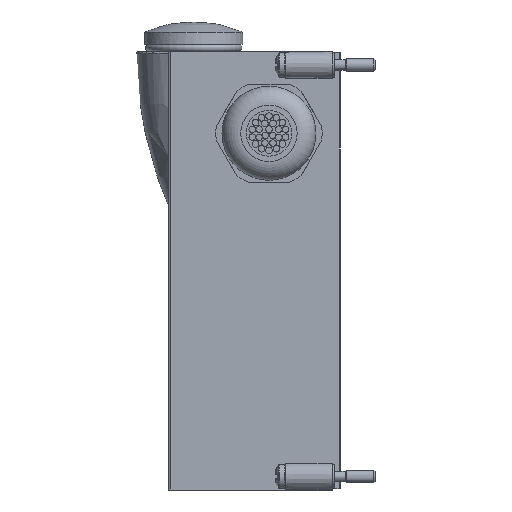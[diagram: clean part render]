
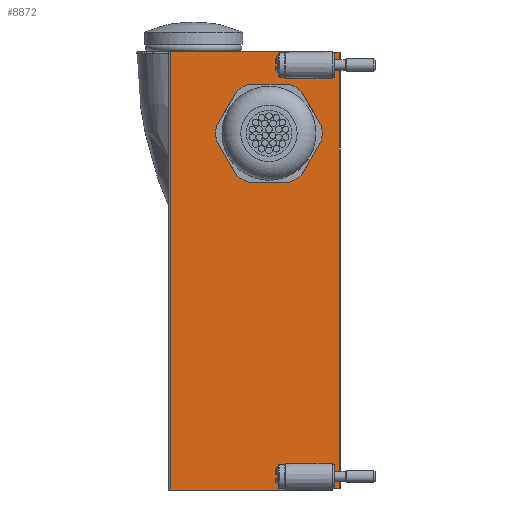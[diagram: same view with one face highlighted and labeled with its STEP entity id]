
A CAD part, left-side view. The second image highlights one B-rep face of the part: STEP entity #8872.
In plain terms, the highlighted planar face has unit normal (-1, 0.009, 0).
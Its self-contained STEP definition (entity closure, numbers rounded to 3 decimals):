
#432=ELLIPSE('',#9630,10.866,10.865);
#1813=ORIENTED_EDGE('',*,*,#4194,.F.);
#1814=ORIENTED_EDGE('',*,*,#4195,.F.);
#1815=ORIENTED_EDGE('',*,*,#4196,.T.);
#1816=ORIENTED_EDGE('',*,*,#4197,.F.);
#1817=ORIENTED_EDGE('',*,*,#4198,.F.);
#1818=ORIENTED_EDGE('',*,*,#4199,.F.);
#1819=ORIENTED_EDGE('',*,*,#4200,.F.);
#1820=ORIENTED_EDGE('',*,*,#4201,.F.);
#1821=ORIENTED_EDGE('',*,*,#4202,.F.);
#1822=ORIENTED_EDGE('',*,*,#4203,.T.);
#1823=ORIENTED_EDGE('',*,*,#4192,.T.);
#1824=ORIENTED_EDGE('',*,*,#4204,.F.);
#1825=ORIENTED_EDGE('',*,*,#4205,.F.);
#1826=ORIENTED_EDGE('',*,*,#4206,.F.);
#1827=ORIENTED_EDGE('',*,*,#4207,.F.);
#1828=ORIENTED_EDGE('',*,*,#4208,.F.);
#1829=ORIENTED_EDGE('',*,*,#4209,.T.);
#1830=ORIENTED_EDGE('',*,*,#4210,.F.);
#1831=ORIENTED_EDGE('',*,*,#4104,.T.);
#1832=ORIENTED_EDGE('',*,*,#4211,.F.);
#1833=ORIENTED_EDGE('',*,*,#4212,.F.);
#4104=EDGE_CURVE('',#5287,#5286,#5999,.T.);
#4192=EDGE_CURVE('',#5359,#5358,#6055,.T.);
#4194=EDGE_CURVE('',#5360,#5360,#432,.F.);
#4195=EDGE_CURVE('',#5361,#5362,#6056,.T.);
#4196=EDGE_CURVE('',#5361,#5363,#6057,.T.);
#4197=EDGE_CURVE('',#5364,#5363,#6058,.T.);
#4198=EDGE_CURVE('',#5365,#5364,#6059,.T.);
#4199=EDGE_CURVE('',#5366,#5365,#6060,.T.);
#4200=EDGE_CURVE('',#5367,#5366,#6061,.T.);
#4201=EDGE_CURVE('',#5368,#5367,#6062,.T.);
#4202=EDGE_CURVE('',#5369,#5368,#6063,.T.);
#4203=EDGE_CURVE('',#5369,#5359,#6064,.T.);
#4204=EDGE_CURVE('',#5370,#5358,#6065,.T.);
#4205=EDGE_CURVE('',#5371,#5370,#6066,.T.);
#4206=EDGE_CURVE('',#5372,#5371,#6067,.T.);
#4207=EDGE_CURVE('',#5373,#5372,#6068,.T.);
#4208=EDGE_CURVE('',#5374,#5373,#6069,.T.);
#4209=EDGE_CURVE('',#5374,#5375,#6070,.T.);
#4210=EDGE_CURVE('',#5287,#5375,#6071,.T.);
#4211=EDGE_CURVE('',#5376,#5286,#6072,.T.);
#4212=EDGE_CURVE('',#5362,#5376,#6073,.T.);
#5286=VERTEX_POINT('',#14641);
#5287=VERTEX_POINT('',#14643);
#5358=VERTEX_POINT('',#14878);
#5359=VERTEX_POINT('',#14880);
#5360=VERTEX_POINT('',#14884);
#5361=VERTEX_POINT('',#14886);
#5362=VERTEX_POINT('',#14887);
#5363=VERTEX_POINT('',#14889);
#5364=VERTEX_POINT('',#14891);
#5365=VERTEX_POINT('',#14893);
#5366=VERTEX_POINT('',#14895);
#5367=VERTEX_POINT('',#14897);
#5368=VERTEX_POINT('',#14899);
#5369=VERTEX_POINT('',#14901);
#5370=VERTEX_POINT('',#14904);
#5371=VERTEX_POINT('',#14906);
#5372=VERTEX_POINT('',#14908);
#5373=VERTEX_POINT('',#14910);
#5374=VERTEX_POINT('',#14912);
#5375=VERTEX_POINT('',#14914);
#5376=VERTEX_POINT('',#14917);
#5999=LINE('',#14642,#6534);
#6055=LINE('',#14879,#6590);
#6056=LINE('',#14885,#6591);
#6057=LINE('',#14888,#6592);
#6058=LINE('',#14890,#6593);
#6059=LINE('',#14892,#6594);
#6060=LINE('',#14894,#6595);
#6061=LINE('',#14896,#6596);
#6062=LINE('',#14898,#6597);
#6063=LINE('',#14900,#6598);
#6064=LINE('',#14902,#6599);
#6065=LINE('',#14903,#6600);
#6066=LINE('',#14905,#6601);
#6067=LINE('',#14907,#6602);
#6068=LINE('',#14909,#6603);
#6069=LINE('',#14911,#6604);
#6070=LINE('',#14913,#6605);
#6071=LINE('',#14915,#6606);
#6072=LINE('',#14916,#6607);
#6073=LINE('',#14918,#6608);
#6534=VECTOR('',#10983,1000.);
#6590=VECTOR('',#11115,1000.);
#6591=VECTOR('',#11122,1000.);
#6592=VECTOR('',#11123,1000.);
#6593=VECTOR('',#11124,1000.);
#6594=VECTOR('',#11125,1000.);
#6595=VECTOR('',#11126,1000.);
#6596=VECTOR('',#11127,1000.);
#6597=VECTOR('',#11128,1000.);
#6598=VECTOR('',#11129,1000.);
#6599=VECTOR('',#11130,1000.);
#6600=VECTOR('',#11131,1000.);
#6601=VECTOR('',#11132,1000.);
#6602=VECTOR('',#11133,1000.);
#6603=VECTOR('',#11134,1000.);
#6604=VECTOR('',#11135,1000.);
#6605=VECTOR('',#11136,1000.);
#6606=VECTOR('',#11137,1000.);
#6607=VECTOR('',#11138,1000.);
#6608=VECTOR('',#11139,1000.);
#7080=EDGE_LOOP('',(#1813));
#7081=EDGE_LOOP('',(#1814,#1815,#1816,#1817,#1818,#1819,#1820,#1821,#1822,
#1823,#1824,#1825,#1826,#1827,#1828,#1829,#1830,#1831,#1832,#1833));
#7860=FACE_BOUND('',#7080,.T.);
#7861=FACE_BOUND('',#7081,.T.);
#8540=PLANE('',#9629);
#8872=ADVANCED_FACE('',(#7860,#7861),#8540,.F.);
#9629=AXIS2_PLACEMENT_3D('',#14882,#11118,#11119);
#9630=AXIS2_PLACEMENT_3D('',#14883,#11120,#11121);
#10983=DIRECTION('',(-0.009,-1.,0.));
#11115=DIRECTION('',(-0.009,-1.,0.));
#11118=DIRECTION('',(1.,-0.009,0.));
#11119=DIRECTION('',(0.009,1.,0.));
#11120=DIRECTION('',(1.,-0.009,0.));
#11121=DIRECTION('',(-0.009,-1.,0.));
#11122=DIRECTION('',(0.,0.,1.));
#11123=DIRECTION('',(0.009,1.,0.));
#11124=DIRECTION('',(0.,0.,1.));
#11125=DIRECTION('',(-0.009,-1.,-0.009));
#11126=DIRECTION('',(0.,0.,-1.));
#11127=DIRECTION('',(0.009,1.,-0.009));
#11128=DIRECTION('',(0.,0.,-1.));
#11129=DIRECTION('',(-0.009,-1.,0.));
#11130=DIRECTION('',(0.,0.,-1.));
#11131=DIRECTION('',(0.,0.,-1.));
#11132=DIRECTION('',(-0.009,-1.,-0.009));
#11133=DIRECTION('',(0.,0.,-1.));
#11134=DIRECTION('',(0.009,1.,-0.009));
#11135=DIRECTION('',(0.,0.,1.));
#11136=DIRECTION('',(-0.009,-1.,0.));
#11137=DIRECTION('',(0.,0.,1.));
#11138=DIRECTION('',(0.,0.,-1.));
#11139=DIRECTION('',(-0.009,-1.,0.));
#14641=CARTESIAN_POINT('',(-13.915,-35.597,-53.35));
#14642=CARTESIAN_POINT('',(-13.554,5.704,-53.35));
#14643=CARTESIAN_POINT('',(-13.904,-34.4,-53.35));
#14878=CARTESIAN_POINT('',(-13.9,-33.9,-53.65));
#14879=CARTESIAN_POINT('',(-13.554,5.704,-53.65));
#14880=CARTESIAN_POINT('',(-13.554,5.704,-53.65));
#14882=CARTESIAN_POINT('',(-13.554,5.704,53.35));
#14883=CARTESIAN_POINT('',(-13.766,-18.495,33.65));
#14884=CARTESIAN_POINT('',(-13.86,-29.36,33.65));
#14885=CARTESIAN_POINT('',(-13.904,-34.4,53.35));
#14886=CARTESIAN_POINT('',(-13.904,-34.4,47.35));
#14887=CARTESIAN_POINT('',(-13.904,-34.4,53.35));
#14888=CARTESIAN_POINT('',(-13.554,5.704,47.35));
#14889=CARTESIAN_POINT('',(-13.9,-33.9,47.35));
#14890=CARTESIAN_POINT('',(-13.9,-33.9,53.35));
#14891=CARTESIAN_POINT('',(-13.9,-33.9,47.066));
#14892=CARTESIAN_POINT('',(-13.554,5.756,47.412));
#14893=CARTESIAN_POINT('',(-13.8,-22.4,47.167));
#14894=CARTESIAN_POINT('',(-13.8,-22.4,53.35));
#14895=CARTESIAN_POINT('',(-13.8,-22.4,53.533));
#14896=CARTESIAN_POINT('',(-13.554,5.704,53.288));
#14897=CARTESIAN_POINT('',(-13.9,-33.9,53.634));
#14898=CARTESIAN_POINT('',(-13.9,-33.9,53.65));
#14899=CARTESIAN_POINT('',(-13.9,-33.9,53.65));
#14900=CARTESIAN_POINT('',(-13.554,5.704,53.65));
#14901=CARTESIAN_POINT('',(-13.554,5.704,53.65));
#14902=CARTESIAN_POINT('',(-13.554,5.704,53.35));
#14903=CARTESIAN_POINT('',(-13.9,-33.9,53.65));
#14904=CARTESIAN_POINT('',(-13.9,-33.9,-53.634));
#14905=CARTESIAN_POINT('',(-13.546,6.635,-53.28));
#14906=CARTESIAN_POINT('',(-13.8,-22.4,-53.533));
#14907=CARTESIAN_POINT('',(-13.8,-22.4,53.35));
#14908=CARTESIAN_POINT('',(-13.8,-22.4,-47.167));
#14909=CARTESIAN_POINT('',(-13.562,4.825,-47.404));
#14910=CARTESIAN_POINT('',(-13.9,-33.9,-47.066));
#14911=CARTESIAN_POINT('',(-13.9,-33.9,53.35));
#14912=CARTESIAN_POINT('',(-13.9,-33.9,-47.35));
#14913=CARTESIAN_POINT('',(-13.554,5.704,-47.35));
#14914=CARTESIAN_POINT('',(-13.904,-34.4,-47.35));
#14915=CARTESIAN_POINT('',(-13.904,-34.4,53.35));
#14916=CARTESIAN_POINT('',(-13.915,-35.597,53.35));
#14917=CARTESIAN_POINT('',(-13.915,-35.597,53.35));
#14918=CARTESIAN_POINT('',(-13.554,5.704,53.35));
